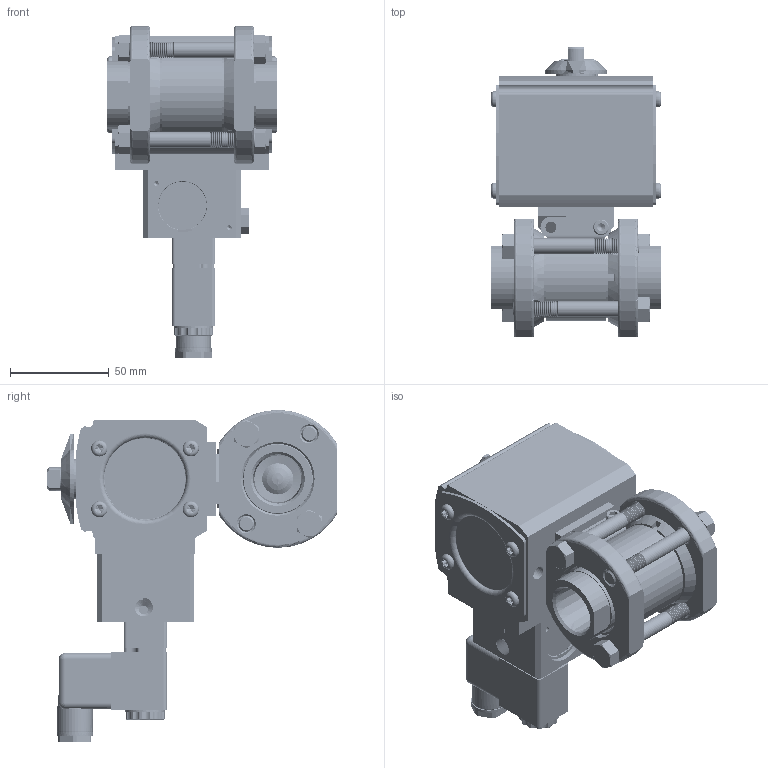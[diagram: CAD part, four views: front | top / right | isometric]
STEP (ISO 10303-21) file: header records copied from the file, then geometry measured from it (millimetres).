
FILE_DESCRIPTION (( 'STEP AP203' ), '1' );
FILE_NAME ('26XXSESA512D4GPDS.step', '2018-09-05T12:05:39', ( '' ), ( '' ), 'SwSTEP 2.0', 'SolidWorks 2018', '' );
FILE_SCHEMA (( 'CONFIG_CONTROL_DESIGN' ));
Products named in the file (1): 26XXSESA512D4GPDS
Bounding box: 86.49 x 146.65 x 168.3 mm (x, y, z)
Volume: 472430.7 mm3; surface area: 182608.2 mm2
Topology: 52 solids, 52 shells, 4023 faces, 10470 edges, 6502 vertices
Faces by surface type: cylinder 1774, cone 1204, plane 672, torus 203, bspline 164, sphere 6
Entity records: 184026 total; most frequent: CARTESIAN_POINT 88734, ORIENTED_EDGE 20596, DIRECTION 20103, EDGE_CURVE 10298, AXIS2_PLACEMENT_3D 8112, VERTEX_POINT 6498, EDGE_LOOP 4290, CIRCLE 4252
